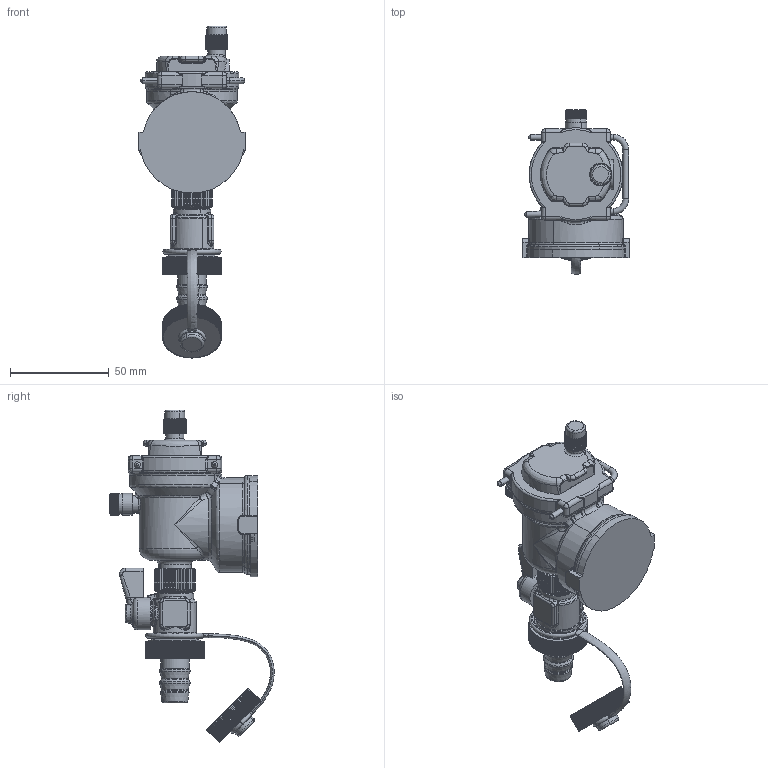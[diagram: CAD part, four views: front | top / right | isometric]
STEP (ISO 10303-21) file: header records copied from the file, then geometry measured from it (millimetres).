
FILE_DESCRIPTION(('CATIA V5 STEP Exchange'),'2;1');
FILE_NAME('STEP_675800_-_TST.stp','2018-09-26T06:11:55+00:00',('none'),('none'),'CATIA Version 5-6 Release 2016 SP4','CATIA V5 STEP AP203','none');
FILE_SCHEMA(('CONFIG_CONTROL_DESIGN'));
Products named in the file (1): 675800 - TST
Bounding box: 54 x 83.41 x 168.43 mm (x, y, z)
Volume: 158448 mm3; surface area: 29327.9 mm2
Topology: 2 solids, 2 shells, 3281 faces, 9250 edges, 5925 vertices
Faces by surface type: cylinder 1473, plane 885, cone 379, bspline 295, torus 201, sphere 44, extrusion 4
Entity records: 122463 total; most frequent: CARTESIAN_POINT 51876, ORIENTED_EDGE 18384, EDGE_CURVE 9192, DIRECTION 8834, VERTEX_POINT 5925, B_SPLINE_CURVE_WITH_KNOTS 4584, AXIS2_PLACEMENT_3D 4137, EDGE_LOOP 3300
